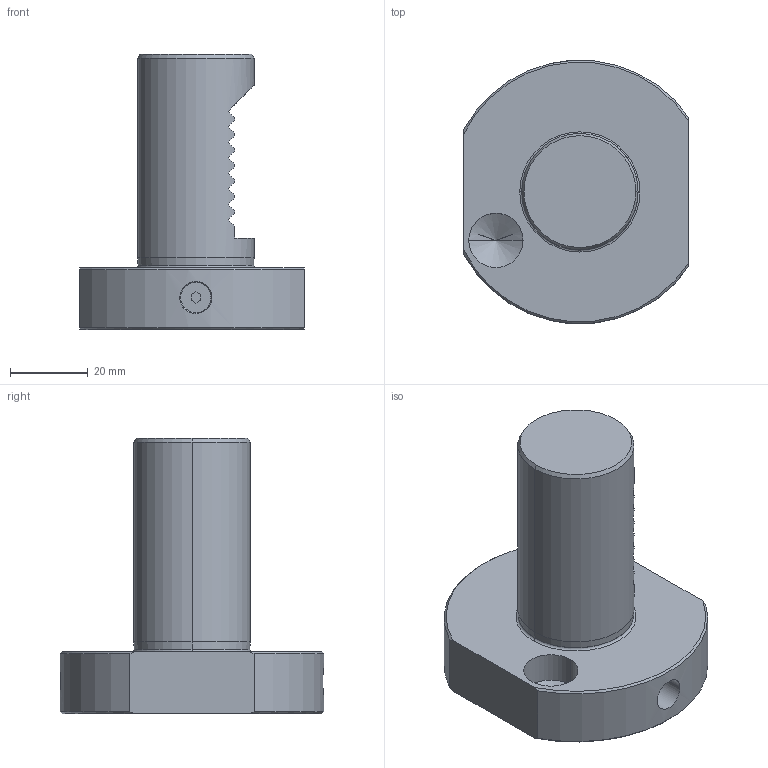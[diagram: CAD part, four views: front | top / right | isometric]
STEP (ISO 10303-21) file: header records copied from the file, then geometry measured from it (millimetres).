
FILE_DESCRIPTION(/* description */ (''),/* implementation_level */ '2;1');
FILE_NAME(/* name */ '10001154976nxv000_00_214.stp',/* time_stamp */ '2023-02-09T13:16:47+01:00',/* author */ (''),/* organization */ (''),/* preprocessor_version */ 'ST-DEVELOPER v18.1',/* originating_system */ 'SIEMENS PLM Software NX 2000',/* authorisation */ '');
FILE_SCHEMA (('AUTOMOTIVE_DESIGN { 1 0 10303 214 3 1 1 1 }'));
Length unit declared in the file: millimetre
Products named in the file (1): 10001154976nxv000_00
Bounding box: 58 x 68 x 71 mm (x, y, z)
Volume: 84080.5 mm3; surface area: 17565.3 mm2
Topology: 1 solids, 1 shells, 103 faces, 291 edges, 231 vertices
Faces by surface type: plane 49, cylinder 26, cone 24, torus 4
Entity records: 3610 total; most frequent: CARTESIAN_POINT 827, DIRECTION 566, ORIENTED_EDGE 510, EDGE_CURVE 255, AXIS2_PLACEMENT_3D 205, VERTEX_POINT 163, LINE 156, VECTOR 156
